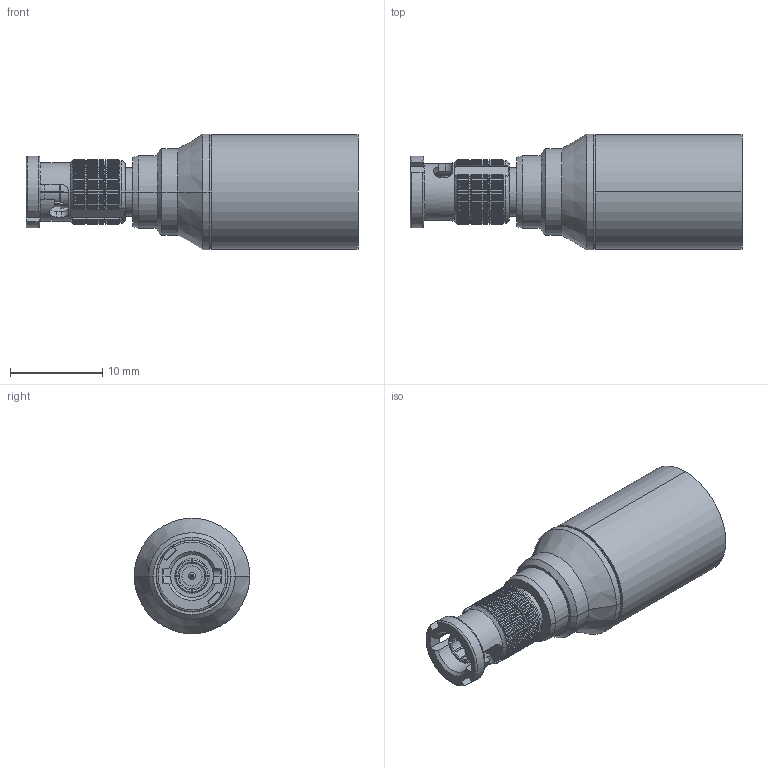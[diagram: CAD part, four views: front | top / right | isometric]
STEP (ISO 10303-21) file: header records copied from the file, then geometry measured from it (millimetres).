
FILE_DESCRIPTION((''),'2;1');
FILE_NAME('34-1132-12G_SW0001','2019-02-04T',('Kaviyarasan'),(''),'CREO PARAMETRIC BY PTC INC, 2017020','CREO PARAMETRIC BY PTC INC, 2017020','');
FILE_SCHEMA(('CONFIG_CONTROL_DESIGN'));
Length unit declared in the file: inch
Products named in the file (1): 34-1132-12G_SW0001
Bounding box: 35.91 x 12.5 x 12.5 mm (x, y, z)
Volume: 2042.3 mm3; surface area: 2072.4 mm2
Topology: 1 solids, 1 shells, 757 faces, 2226 edges, 1478 vertices
Faces by surface type: plane 443, cylinder 248, cone 50, torus 16
Entity records: 27309 total; most frequent: CARTESIAN_POINT 8280, ORIENTED_EDGE 4452, DIRECTION 3436, EDGE_CURVE 2226, VERTEX_POINT 1478, AXIS2_PLACEMENT_3D 1323, B_SPLINE_CURVE_WITH_KNOTS 870, VECTOR 790
